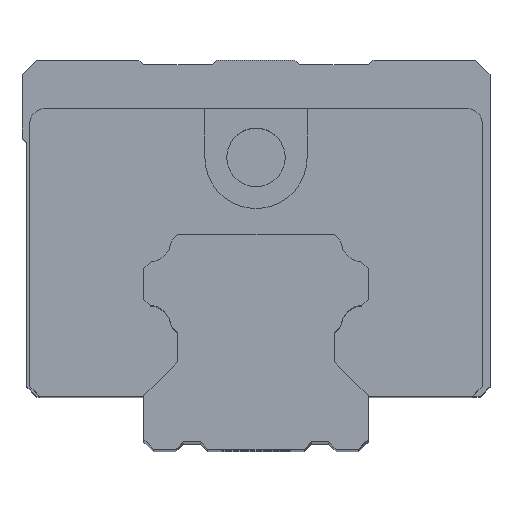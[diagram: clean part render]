
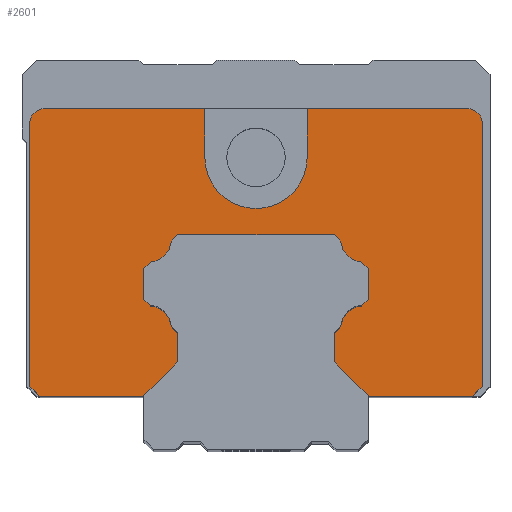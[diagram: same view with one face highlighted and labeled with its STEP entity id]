
A CAD part, top view. The second image highlights one B-rep face of the part: STEP entity #2601.
In plain terms, the highlighted planar face has unit normal (0, 0, 1).
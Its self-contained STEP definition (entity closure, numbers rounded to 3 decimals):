
#124=FACE_OUTER_BOUND('',#265,.T.);
#265=EDGE_LOOP('',(#1867,#1868,#1869,#1870,#1871,#1872,#1873,#1874,#1875,
#1876,#1877,#1878,#1879,#1880,#1881,#1882,#1883,#1884,#1885,#1886,#1887,
#1888,#1889,#1890,#1891,#1892,#1893,#1894,#1895,#1896,#1897,#1898));
#411=CIRCLE('',#2785,1.5);
#412=CIRCLE('',#2788,1.5);
#413=CIRCLE('',#2789,2.3);
#414=CIRCLE('',#2790,2.3);
#415=CIRCLE('',#2791,2.3);
#416=CIRCLE('',#2792,2.3);
#417=CIRCLE('',#2793,5.25);
#552=LINE('',#3912,#848);
#555=LINE('',#3918,#851);
#561=LINE('',#3933,#857);
#564=LINE('',#3939,#860);
#565=LINE('',#3942,#861);
#566=LINE('',#3944,#862);
#567=LINE('',#3946,#863);
#568=LINE('',#3948,#864);
#569=LINE('',#3950,#865);
#570=LINE('',#3954,#866);
#571=LINE('',#3956,#867);
#572=LINE('',#3958,#868);
#573=LINE('',#3962,#869);
#574=LINE('',#3964,#870);
#575=LINE('',#3966,#871);
#576=LINE('',#3970,#872);
#577=LINE('',#3972,#873);
#578=LINE('',#3974,#874);
#579=LINE('',#3978,#875);
#580=LINE('',#3980,#876);
#581=LINE('',#3982,#877);
#582=LINE('',#3983,#878);
#583=LINE('',#3984,#879);
#584=LINE('',#3986,#880);
#585=LINE('',#3988,#881);
#848=VECTOR('',#3134,1.414);
#851=VECTOR('',#3139,1.414);
#857=VECTOR('',#3151,5.);
#860=VECTOR('',#3156,16.45);
#861=VECTOR('',#3159,27.);
#862=VECTOR('',#3160,10.7);
#863=VECTOR('',#3161,4.879);
#864=VECTOR('',#3162,3.);
#865=VECTOR('',#3163,0.918);
#866=VECTOR('',#3166,0.918);
#867=VECTOR('',#3167,3.15);
#868=VECTOR('',#3168,0.918);
#869=VECTOR('',#3171,0.918);
#870=VECTOR('',#3172,16.1);
#871=VECTOR('',#3173,0.918);
#872=VECTOR('',#3176,0.918);
#873=VECTOR('',#3177,3.15);
#874=VECTOR('',#3178,0.918);
#875=VECTOR('',#3181,0.918);
#876=VECTOR('',#3182,3.);
#877=VECTOR('',#3183,4.879);
#878=VECTOR('',#3184,10.7);
#879=VECTOR('',#3185,27.);
#880=VECTOR('',#3186,16.45);
#881=VECTOR('',#3187,5.);
#1142=VERTEX_POINT('',#3909);
#1143=VERTEX_POINT('',#3911);
#1144=VERTEX_POINT('',#3915);
#1145=VERTEX_POINT('',#3917);
#1146=VERTEX_POINT('',#3921);
#1147=VERTEX_POINT('',#3923);
#1149=VERTEX_POINT('',#3929);
#1151=VERTEX_POINT('',#3932);
#1153=VERTEX_POINT('',#3938);
#1154=VERTEX_POINT('',#3940);
#1155=VERTEX_POINT('',#3943);
#1156=VERTEX_POINT('',#3945);
#1157=VERTEX_POINT('',#3947);
#1158=VERTEX_POINT('',#3949);
#1159=VERTEX_POINT('',#3951);
#1160=VERTEX_POINT('',#3953);
#1161=VERTEX_POINT('',#3955);
#1162=VERTEX_POINT('',#3957);
#1163=VERTEX_POINT('',#3959);
#1164=VERTEX_POINT('',#3961);
#1165=VERTEX_POINT('',#3963);
#1166=VERTEX_POINT('',#3965);
#1167=VERTEX_POINT('',#3967);
#1168=VERTEX_POINT('',#3969);
#1169=VERTEX_POINT('',#3971);
#1170=VERTEX_POINT('',#3973);
#1171=VERTEX_POINT('',#3975);
#1172=VERTEX_POINT('',#3977);
#1173=VERTEX_POINT('',#3979);
#1174=VERTEX_POINT('',#3981);
#1175=VERTEX_POINT('',#3985);
#1176=VERTEX_POINT('',#3987);
#1421=EDGE_CURVE('',#1142,#1143,#552,.T.);
#1424=EDGE_CURVE('',#1144,#1145,#555,.T.);
#1427=EDGE_CURVE('',#1146,#1147,#411,.T.);
#1431=EDGE_CURVE('',#1149,#1151,#561,.T.);
#1434=EDGE_CURVE('',#1153,#1149,#564,.T.);
#1435=EDGE_CURVE('',#1154,#1153,#412,.T.);
#1436=EDGE_CURVE('',#1143,#1154,#565,.T.);
#1437=EDGE_CURVE('',#1155,#1142,#566,.T.);
#1438=EDGE_CURVE('',#1156,#1155,#567,.T.);
#1439=EDGE_CURVE('',#1157,#1156,#568,.T.);
#1440=EDGE_CURVE('',#1158,#1157,#569,.T.);
#1441=EDGE_CURVE('',#1159,#1158,#413,.T.);
#1442=EDGE_CURVE('',#1160,#1159,#570,.T.);
#1443=EDGE_CURVE('',#1161,#1160,#571,.T.);
#1444=EDGE_CURVE('',#1162,#1161,#572,.T.);
#1445=EDGE_CURVE('',#1163,#1162,#414,.T.);
#1446=EDGE_CURVE('',#1164,#1163,#573,.T.);
#1447=EDGE_CURVE('',#1165,#1164,#574,.T.);
#1448=EDGE_CURVE('',#1166,#1165,#575,.T.);
#1449=EDGE_CURVE('',#1167,#1166,#415,.T.);
#1450=EDGE_CURVE('',#1168,#1167,#576,.T.);
#1451=EDGE_CURVE('',#1169,#1168,#577,.T.);
#1452=EDGE_CURVE('',#1170,#1169,#578,.T.);
#1453=EDGE_CURVE('',#1171,#1170,#416,.T.);
#1454=EDGE_CURVE('',#1172,#1171,#579,.T.);
#1455=EDGE_CURVE('',#1173,#1172,#580,.T.);
#1456=EDGE_CURVE('',#1174,#1173,#581,.T.);
#1457=EDGE_CURVE('',#1145,#1174,#582,.T.);
#1458=EDGE_CURVE('',#1147,#1144,#583,.T.);
#1459=EDGE_CURVE('',#1175,#1146,#584,.T.);
#1460=EDGE_CURVE('',#1176,#1175,#585,.T.);
#1461=EDGE_CURVE('',#1151,#1176,#417,.T.);
#1867=ORIENTED_EDGE('',*,*,#1434,.F.);
#1868=ORIENTED_EDGE('',*,*,#1435,.F.);
#1869=ORIENTED_EDGE('',*,*,#1436,.F.);
#1870=ORIENTED_EDGE('',*,*,#1421,.F.);
#1871=ORIENTED_EDGE('',*,*,#1437,.F.);
#1872=ORIENTED_EDGE('',*,*,#1438,.F.);
#1873=ORIENTED_EDGE('',*,*,#1439,.F.);
#1874=ORIENTED_EDGE('',*,*,#1440,.F.);
#1875=ORIENTED_EDGE('',*,*,#1441,.F.);
#1876=ORIENTED_EDGE('',*,*,#1442,.F.);
#1877=ORIENTED_EDGE('',*,*,#1443,.F.);
#1878=ORIENTED_EDGE('',*,*,#1444,.F.);
#1879=ORIENTED_EDGE('',*,*,#1445,.F.);
#1880=ORIENTED_EDGE('',*,*,#1446,.F.);
#1881=ORIENTED_EDGE('',*,*,#1447,.F.);
#1882=ORIENTED_EDGE('',*,*,#1448,.F.);
#1883=ORIENTED_EDGE('',*,*,#1449,.F.);
#1884=ORIENTED_EDGE('',*,*,#1450,.F.);
#1885=ORIENTED_EDGE('',*,*,#1451,.F.);
#1886=ORIENTED_EDGE('',*,*,#1452,.F.);
#1887=ORIENTED_EDGE('',*,*,#1453,.F.);
#1888=ORIENTED_EDGE('',*,*,#1454,.F.);
#1889=ORIENTED_EDGE('',*,*,#1455,.F.);
#1890=ORIENTED_EDGE('',*,*,#1456,.F.);
#1891=ORIENTED_EDGE('',*,*,#1457,.F.);
#1892=ORIENTED_EDGE('',*,*,#1424,.F.);
#1893=ORIENTED_EDGE('',*,*,#1458,.F.);
#1894=ORIENTED_EDGE('',*,*,#1427,.F.);
#1895=ORIENTED_EDGE('',*,*,#1459,.F.);
#1896=ORIENTED_EDGE('',*,*,#1460,.F.);
#1897=ORIENTED_EDGE('',*,*,#1461,.F.);
#1898=ORIENTED_EDGE('',*,*,#1431,.F.);
#2487=PLANE('',#2787);
#2601=ADVANCED_FACE('',(#124),#2487,.T.);
#2785=AXIS2_PLACEMENT_3D('',#3924,#3144,#3145);
#2787=AXIS2_PLACEMENT_3D('',#3937,#3154,#3155);
#2788=AXIS2_PLACEMENT_3D('',#3941,#3157,#3158);
#2789=AXIS2_PLACEMENT_3D('',#3952,#3164,#3165);
#2790=AXIS2_PLACEMENT_3D('',#3960,#3169,#3170);
#2791=AXIS2_PLACEMENT_3D('',#3968,#3174,#3175);
#2792=AXIS2_PLACEMENT_3D('',#3976,#3179,#3180);
#2793=AXIS2_PLACEMENT_3D('',#3989,#3188,#3189);
#3134=DIRECTION('',(-0.707,0.707,0.));
#3139=DIRECTION('',(-0.707,-0.707,0.));
#3144=DIRECTION('center_axis',(0.,0.,-1.));
#3145=DIRECTION('ref_axis',(0.,1.,0.));
#3151=DIRECTION('',(0.,-1.,0.));
#3154=DIRECTION('center_axis',(0.,0.,1.));
#3155=DIRECTION('ref_axis',(1.,0.,0.));
#3156=DIRECTION('',(1.,0.,0.));
#3157=DIRECTION('center_axis',(0.,0.,-1.));
#3158=DIRECTION('ref_axis',(-1.,0.,0.));
#3159=DIRECTION('',(0.,1.,0.));
#3160=DIRECTION('',(-1.,0.,0.));
#3161=DIRECTION('',(-0.707,-0.707,0.));
#3162=DIRECTION('',(0.,-1.,0.));
#3163=DIRECTION('',(0.707,-0.707,0.));
#3164=DIRECTION('center_axis',(0.,0.,-1.));
#3165=DIRECTION('ref_axis',(0.063,0.998,0.));
#3166=DIRECTION('',(0.707,-0.707,0.));
#3167=DIRECTION('',(0.,-1.,0.));
#3168=DIRECTION('',(-0.707,-0.707,0.));
#3169=DIRECTION('center_axis',(0.,0.,-1.));
#3170=DIRECTION('ref_axis',(0.998,-0.063,0.));
#3171=DIRECTION('',(-0.707,-0.707,0.));
#3172=DIRECTION('',(-1.,0.,0.));
#3173=DIRECTION('',(-0.707,0.707,0.));
#3174=DIRECTION('center_axis',(0.,0.,-1.));
#3175=DIRECTION('ref_axis',(-0.063,-0.998,0.));
#3176=DIRECTION('',(-0.707,0.707,0.));
#3177=DIRECTION('',(0.,1.,0.));
#3178=DIRECTION('',(0.707,0.707,0.));
#3179=DIRECTION('center_axis',(0.,0.,-1.));
#3180=DIRECTION('ref_axis',(-0.998,0.063,0.));
#3181=DIRECTION('',(0.707,0.707,0.));
#3182=DIRECTION('',(0.,1.,0.));
#3183=DIRECTION('',(-0.707,0.707,0.));
#3184=DIRECTION('',(-1.,0.,0.));
#3185=DIRECTION('',(0.,-1.,0.));
#3186=DIRECTION('',(1.,0.,0.));
#3187=DIRECTION('',(0.,1.,0.));
#3188=DIRECTION('center_axis',(0.,0.,1.));
#3189=DIRECTION('ref_axis',(-1.,0.,0.));
#3909=CARTESIAN_POINT('',(-22.2,5.5,-36.));
#3911=CARTESIAN_POINT('',(-23.2,6.5,-36.));
#3912=CARTESIAN_POINT('',(-22.2,5.5,-36.));
#3915=CARTESIAN_POINT('',(23.2,6.5,-36.));
#3917=CARTESIAN_POINT('',(22.2,5.5,-36.));
#3918=CARTESIAN_POINT('',(23.2,6.5,-36.));
#3921=CARTESIAN_POINT('',(21.7,35.,-36.));
#3923=CARTESIAN_POINT('',(23.2,33.5,-36.));
#3924=CARTESIAN_POINT('Origin',(21.7,33.5,-36.));
#3929=CARTESIAN_POINT('',(-5.25,35.,-36.));
#3932=CARTESIAN_POINT('',(-5.25,30.,-36.));
#3933=CARTESIAN_POINT('',(-5.25,35.,-36.));
#3937=CARTESIAN_POINT('Origin',(-24.,40.,-36.));
#3938=CARTESIAN_POINT('',(-21.7,35.,-36.));
#3939=CARTESIAN_POINT('',(-21.7,35.,-36.));
#3940=CARTESIAN_POINT('',(-23.2,33.5,-36.));
#3941=CARTESIAN_POINT('Origin',(-21.7,33.5,-36.));
#3942=CARTESIAN_POINT('',(-23.2,6.5,-36.));
#3943=CARTESIAN_POINT('',(-11.5,5.5,-36.));
#3944=CARTESIAN_POINT('',(-11.5,5.5,-36.));
#3945=CARTESIAN_POINT('',(-8.05,8.95,-36.));
#3946=CARTESIAN_POINT('',(-8.05,8.95,-36.));
#3947=CARTESIAN_POINT('',(-8.05,11.95,-36.));
#3948=CARTESIAN_POINT('',(-8.05,11.95,-36.));
#3949=CARTESIAN_POINT('',(-8.699,12.599,-36.));
#3950=CARTESIAN_POINT('',(-8.699,12.599,-36.));
#3951=CARTESIAN_POINT('',(-10.851,14.751,-36.));
#3952=CARTESIAN_POINT('Origin',(-10.995,12.455,-36.));
#3953=CARTESIAN_POINT('',(-11.5,15.4,-36.));
#3954=CARTESIAN_POINT('',(-11.5,15.4,-36.));
#3955=CARTESIAN_POINT('',(-11.5,18.55,-36.));
#3956=CARTESIAN_POINT('',(-11.5,18.55,-36.));
#3957=CARTESIAN_POINT('',(-10.851,19.199,-36.));
#3958=CARTESIAN_POINT('',(-10.851,19.199,-36.));
#3959=CARTESIAN_POINT('',(-8.699,21.351,-36.));
#3960=CARTESIAN_POINT('Origin',(-10.995,21.495,-36.));
#3961=CARTESIAN_POINT('',(-8.05,22.,-36.));
#3962=CARTESIAN_POINT('',(-8.05,22.,-36.));
#3963=CARTESIAN_POINT('',(8.05,22.,-36.));
#3964=CARTESIAN_POINT('',(8.05,22.,-36.));
#3965=CARTESIAN_POINT('',(8.699,21.351,-36.));
#3966=CARTESIAN_POINT('',(8.699,21.351,-36.));
#3967=CARTESIAN_POINT('',(10.851,19.199,-36.));
#3968=CARTESIAN_POINT('Origin',(10.995,21.495,-36.));
#3969=CARTESIAN_POINT('',(11.5,18.55,-36.));
#3970=CARTESIAN_POINT('',(11.5,18.55,-36.));
#3971=CARTESIAN_POINT('',(11.5,15.4,-36.));
#3972=CARTESIAN_POINT('',(11.5,15.4,-36.));
#3973=CARTESIAN_POINT('',(10.851,14.751,-36.));
#3974=CARTESIAN_POINT('',(10.851,14.751,-36.));
#3975=CARTESIAN_POINT('',(8.699,12.599,-36.));
#3976=CARTESIAN_POINT('Origin',(10.995,12.455,-36.));
#3977=CARTESIAN_POINT('',(8.05,11.95,-36.));
#3978=CARTESIAN_POINT('',(8.05,11.95,-36.));
#3979=CARTESIAN_POINT('',(8.05,8.95,-36.));
#3980=CARTESIAN_POINT('',(8.05,8.95,-36.));
#3981=CARTESIAN_POINT('',(11.5,5.5,-36.));
#3982=CARTESIAN_POINT('',(11.5,5.5,-36.));
#3983=CARTESIAN_POINT('',(22.2,5.5,-36.));
#3984=CARTESIAN_POINT('',(23.2,33.5,-36.));
#3985=CARTESIAN_POINT('',(5.25,35.,-36.));
#3986=CARTESIAN_POINT('',(5.25,35.,-36.));
#3987=CARTESIAN_POINT('',(5.25,30.,-36.));
#3988=CARTESIAN_POINT('',(5.25,30.,-36.));
#3989=CARTESIAN_POINT('Origin',(0.,30.,-36.));
